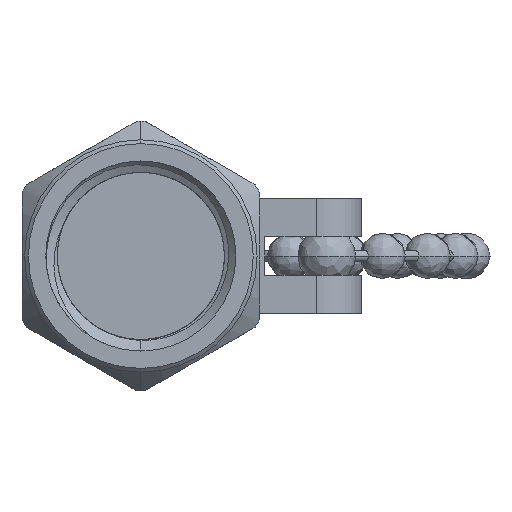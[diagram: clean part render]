
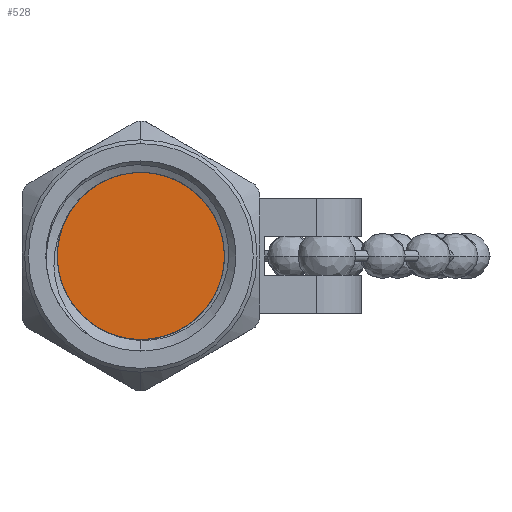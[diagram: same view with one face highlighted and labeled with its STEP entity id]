
A CAD part, left-side view. The second image highlights one B-rep face of the part: STEP entity #528.
In plain terms, the highlighted planar face has unit normal (-1, 0, 0).
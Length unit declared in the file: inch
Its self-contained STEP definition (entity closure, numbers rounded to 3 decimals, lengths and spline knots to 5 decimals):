
#88 = CARTESIAN_POINT ( 'NONE',  ( 0.2, 0.03005, 0.11482 ) ) ;
#122 = CARTESIAN_POINT ( 'NONE',  ( 0.2, 0.05767, 0.10593 ) ) ;
#213 = CARTESIAN_POINT ( 'NONE',  ( 0.19999, 0.11886, -0.03862 ) ) ;
#258 = CARTESIAN_POINT ( 'NONE',  ( 0.2, -0.11062, 0.00736 ) ) ;
#308 = EDGE_CURVE ( 'NONE', #2070, #4958, #6589, .T. ) ;
#434 = ORIENTED_EDGE ( 'NONE', *, *, #3955, .T. ) ;
#528 = ADVANCED_FACE ( 'NONE', ( #7010 ), #5062, .T. ) ;
#744 = CARTESIAN_POINT ( 'NONE',  ( 0.2, 0.01632, -0.11534 ) ) ;
#787 = CARTESIAN_POINT ( 'NONE',  ( 0.2, -0.08205, 0.07308 ) ) ;
#906 = CARTESIAN_POINT ( 'NONE',  ( 0.2, 0.01553, 0.11636 ) ) ;
#963 = CARTESIAN_POINT ( 'NONE',  ( 0.2, -0.05709, -0.096 ) ) ;
#977 = CARTESIAN_POINT ( 'NONE',  ( 0.2, 0.06624, 0.10155 ) ) ;
#1073 = CARTESIAN_POINT ( 'NONE',  ( 0.2, -0.10865, -0.02204 ) ) ;
#1092 = CARTESIAN_POINT ( 'NONE',  ( 0.2, 0.1034, 0.071 ) ) ;
#1549 = CARTESIAN_POINT ( 'NONE',  ( 0.2, 0.07882, -0.09213 ) ) ;
#1585 = CARTESIAN_POINT ( 'NONE',  ( 0.2, 0.04472, -0.10993 ) ) ;
#1627 = CARTESIAN_POINT ( 'NONE',  ( 0.2, -0.00317, -0.11555 ) ) ;
#1696 = CARTESIAN_POINT ( 'NONE',  ( 0.2, 0.11055, -0.05653 ) ) ;
#1750 = CARTESIAN_POINT ( 'NONE',  ( 0.2, 0.01066, 0.1166 ) ) ;
#1945 = CARTESIAN_POINT ( 'NONE',  ( 0.2, -0.10871, 0.02171 ) ) ;
#1973 = VERTEX_POINT ( 'NONE', #3486 ) ;
#1975 = CARTESIAN_POINT ( 'NONE',  ( 0.2, 0.11979, 0.03912 ) ) ;
#2070 = VERTEX_POINT ( 'NONE', #3907 ) ;
#2134 = CARTESIAN_POINT ( 'NONE',  ( 0.2, 0.11296, 0.05354 ) ) ;
#2358 = DIRECTION ( 'NONE',  ( -1., 0., 0. ) ) ;
#2427 = DIRECTION ( 'NONE',  ( 0., 0., 1. ) ) ;
#2480 = CARTESIAN_POINT ( 'NONE',  ( 0.2, -0.03136, -0.10932 ) ) ;
#2558 = CARTESIAN_POINT ( 'NONE',  ( 0.2, 0.09334, -0.07929 ) ) ;
#2815 = CARTESIAN_POINT ( 'NONE',  ( 0.2, -0.08205, 0.07308 ) ) ;
#3425 = CARTESIAN_POINT ( 'NONE',  ( 0.2, 0.11514, -0.04794 ) ) ;
#3486 = CARTESIAN_POINT ( 'NONE',  ( 0.2, 0.11296, 0.05354 ) ) ;
#3732 = CARTESIAN_POINT ( 'NONE',  ( 0.2, 0.03944, 0.11261 ) ) ;
#3755 = ORIENTED_EDGE ( 'NONE', *, *, #308, .T. ) ;
#3864 = EDGE_LOOP ( 'NONE', ( #434, #7826, #6724, #3755 ) ) ;
#3873 = CARTESIAN_POINT ( 'NONE',  ( 0.2, 0.12575, -0.00789 ) ) ;
#3907 = CARTESIAN_POINT ( 'NONE',  ( 0.19999, 0.11886, -0.03862 ) ) ;
#3955 = EDGE_CURVE ( 'NONE', #4958, #4480, #6007, .T. ) ;
#3965 = CARTESIAN_POINT ( 'NONE',  ( 0.2, -0.08205, 0.07308 ) ) ;
#4325 = CARTESIAN_POINT ( 'NONE',  ( 0.2, 0.05371, -0.10655 ) ) ;
#4480 = VERTEX_POINT ( 'NONE', #3965 ) ;
#4560 = CARTESIAN_POINT ( 'NONE',  ( 0.2, 0.09053, 0.08518 ) ) ;
#4597 = CARTESIAN_POINT ( 'NONE',  ( 0.2, 0.11296, 0.05354 ) ) ;
#4657 = CARTESIAN_POINT ( 'NONE',  ( 0.2, 0.12379, -0.02344 ) ) ;
#4958 = VERTEX_POINT ( 'NONE', #7805 ) ;
#5062 = PLANE ( 'NONE',  #6921 ) ;
#5205 = B_SPLINE_CURVE_WITH_KNOTS ( 'NONE', 3,
 ( #2134, #1975, #9932, #3873, #4657, #213 ),
 .UNSPECIFIED., .F., .F.,
 ( 4, 2, 4 ),
 ( 0., 0.5, 1. ),
 .UNSPECIFIED. ) ;
#5276 = CARTESIAN_POINT ( 'NONE',  ( 0.2, -0.07611, 0.08076 ) ) ;
#5415 = CARTESIAN_POINT ( 'NONE',  ( 0.2, -0.09916, 0.04959 ) ) ;
#6002 = CARTESIAN_POINT ( 'NONE',  ( 0.2, 0., 0. ) ) ;
#6007 = B_SPLINE_CURVE_WITH_KNOTS ( 'NONE', 3,
 ( #8182, #6430, #10804, #8903, #1073, #258, #1945, #5415, #9894, #2815 ),
 .UNSPECIFIED., .F., .F.,
 ( 4, 2, 2, 2, 4 ),
 ( 0., 0.25, 0.5, 0.75, 1. ),
 .UNSPECIFIED. ) ;
#6055 = CARTESIAN_POINT ( 'NONE',  ( 0.2, 0.02588, -0.11422 ) ) ;
#6140 = CARTESIAN_POINT ( 'NONE',  ( 0.2, -0.04546, 0.10423 ) ) ;
#6227 = CARTESIAN_POINT ( 'NONE',  ( 0.2, -0.04023, -0.10567 ) ) ;
#6430 = CARTESIAN_POINT ( 'NONE',  ( 0.2, -0.08283, -0.07368 ) ) ;
#6589 = B_SPLINE_CURVE_WITH_KNOTS ( 'NONE', 3,
 ( #11443, #3425, #1696, #6830, #2558, #1549, #7744, #4325, #1585, #11333, #6055, #744, #6898, #1627, #7823, #2480, #6227, #963, #9830, #7931 ),
 .UNSPECIFIED., .F., .F.,
 ( 4, 2, 2, 2, 2, 2, 2, 2, 2, 4 ),
 ( 0., 0.125, 0.25, 0.375, 0.5, 0.5625, 0.625, 0.75, 0.875, 1. ),
 .UNSPECIFIED. ) ;
#6724 = ORIENTED_EDGE ( 'NONE', *, *, #8439, .T. ) ;
#6830 = CARTESIAN_POINT ( 'NONE',  ( 0.2, 0.09963, -0.07223 ) ) ;
#6898 = CARTESIAN_POINT ( 'NONE',  ( 0.2, 0.01156, -0.11561 ) ) ;
#6921 = AXIS2_PLACEMENT_3D ( 'NONE', #6002, #2358, #2427 ) ;
#6983 = CARTESIAN_POINT ( 'NONE',  ( 0.2, -0.03199, 0.10985 ) ) ;
#7010 = FACE_OUTER_BOUND ( 'NONE', #3864, .T. ) ;
#7023 = CARTESIAN_POINT ( 'NONE',  ( 0.2, -0.05385, 0.09939 ) ) ;
#7062 = CARTESIAN_POINT ( 'NONE',  ( 0.2, -0.00378, 0.11622 ) ) ;
#7719 = B_SPLINE_CURVE_WITH_KNOTS ( 'NONE', 3,
 ( #787, #5276, #10474, #7023, #6140, #6983, #11381, #9627, #10514, #11417, #7062, #11455, #1750, #906, #9876, #88, #3732, #122, #977, #4560, #1092, #4597 ),
 .UNSPECIFIED., .F., .F.,
 ( 4, 2, 2, 1, 2, 2, 1, 2, 2, 2, 2, 4 ),
 ( 0., 0.125, 0.25, 0.3125, 0.34375, 0.375, 0.4375, 0.46875, 0.5, 0.625, 0.75, 1. ),
 .UNSPECIFIED. ) ;
#7744 = CARTESIAN_POINT ( 'NONE',  ( 0.2, 0.07083, -0.09762 ) ) ;
#7805 = CARTESIAN_POINT ( 'NONE',  ( 0.2, -0.07167, -0.08329 ) ) ;
#7823 = CARTESIAN_POINT ( 'NONE',  ( 0.2, -0.01265, -0.11431 ) ) ;
#7826 = ORIENTED_EDGE ( 'NONE', *, *, #10812, .T. ) ;
#7931 = CARTESIAN_POINT ( 'NONE',  ( 0.2, -0.07167, -0.08329 ) ) ;
#8182 = CARTESIAN_POINT ( 'NONE',  ( 0.2, -0.07167, -0.08329 ) ) ;
#8439 = EDGE_CURVE ( 'NONE', #1973, #2070, #5205, .T. ) ;
#8903 = CARTESIAN_POINT ( 'NONE',  ( 0.2, -0.10487, -0.03596 ) ) ;
#9627 = CARTESIAN_POINT ( 'NONE',  ( 0.2, -0.01808, 0.11387 ) ) ;
#9830 = CARTESIAN_POINT ( 'NONE',  ( 0.2, -0.06476, -0.09015 ) ) ;
#9876 = CARTESIAN_POINT ( 'NONE',  ( 0.2, 0.01802, 0.11615 ) ) ;
#9894 = CARTESIAN_POINT ( 'NONE',  ( 0.2, -0.09186, 0.06207 ) ) ;
#9932 = CARTESIAN_POINT ( 'NONE',  ( 0.2, 0.12371, 0.02394 ) ) ;
#10474 = CARTESIAN_POINT ( 'NONE',  ( 0.2, -0.06928, 0.08756 ) ) ;
#10514 = CARTESIAN_POINT ( 'NONE',  ( 0.2, -0.01333, 0.11483 ) ) ;
#10804 = CARTESIAN_POINT ( 'NONE',  ( 0.2, -0.09172, -0.06225 ) ) ;
#10812 = EDGE_CURVE ( 'NONE', #4480, #1973, #7719, .T. ) ;
#11333 = CARTESIAN_POINT ( 'NONE',  ( 0.2, 0.03062, -0.11336 ) ) ;
#11381 = CARTESIAN_POINT ( 'NONE',  ( 0.2, -0.02513, 0.1122 ) ) ;
#11417 = CARTESIAN_POINT ( 'NONE',  ( 0.2, -0.01089, 0.11525 ) ) ;
#11443 = CARTESIAN_POINT ( 'NONE',  ( 0.19999, 0.11886, -0.03862 ) ) ;
#11455 = CARTESIAN_POINT ( 'NONE',  ( 0.2, 0.0034, 0.11675 ) ) ;
